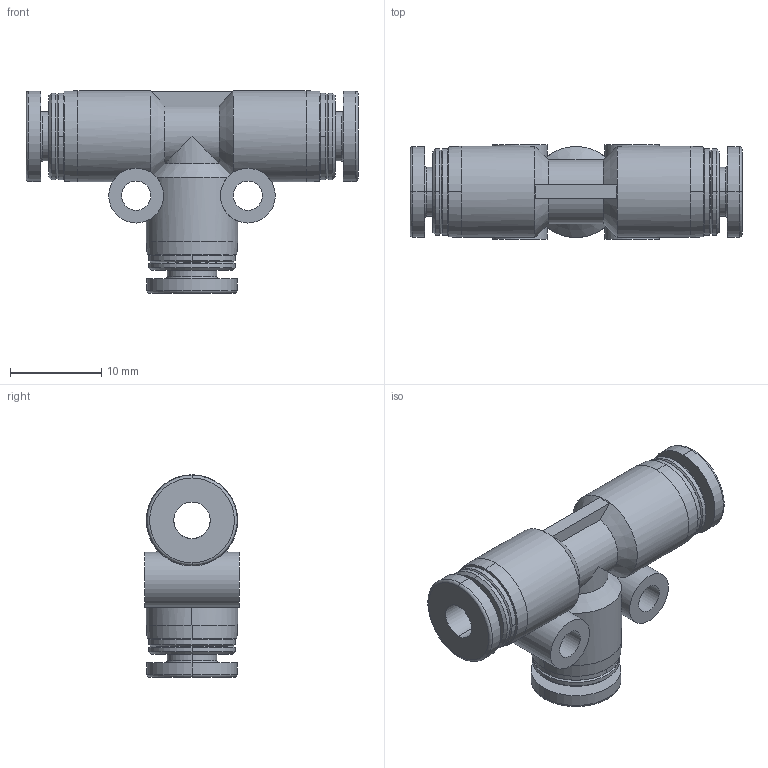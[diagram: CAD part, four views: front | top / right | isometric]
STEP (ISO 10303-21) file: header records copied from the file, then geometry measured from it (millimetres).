
FILE_DESCRIPTION(/* description */ (''),/* implementation_level */ '2;1');
FILE_NAME(/* name */ 'PE04.stp',/* time_stamp */ '2025-02-03T13:26:53-05:00',/* author */ ('esanner'),/* organization */ (''),/* preprocessor_version */ 'ST-DEVELOPER v19',/* originating_system */ 'AutoCAD Mechanical',/* authorisation */ '');
FILE_SCHEMA (('AUTOMOTIVE_DESIGN { 1 0 10303 214 3 1 1 }'));
Length unit declared in the file: millimetre
Products named in the file (1): Product
Bounding box: 36.4 x 10.4 x 22.2 mm (x, y, z)
Volume: 3088.4 mm3; surface area: 3027.9 mm2
Topology: 1 solids, 1 shells, 104 faces, 251 edges, 158 vertices
Faces by surface type: cylinder 39, cone 34, plane 19, torus 12
Full cylindrical faces by diameter (mm): 3.2 x2, 4 x1, 6 x2, 10 x2
Entity records: 3394 total; most frequent: CARTESIAN_POINT 838, DIRECTION 583, ORIENTED_EDGE 506, EDGE_CURVE 253, AXIS2_PLACEMENT_3D 252, VERTEX_POINT 161, CIRCLE 139, EDGE_LOOP 122
